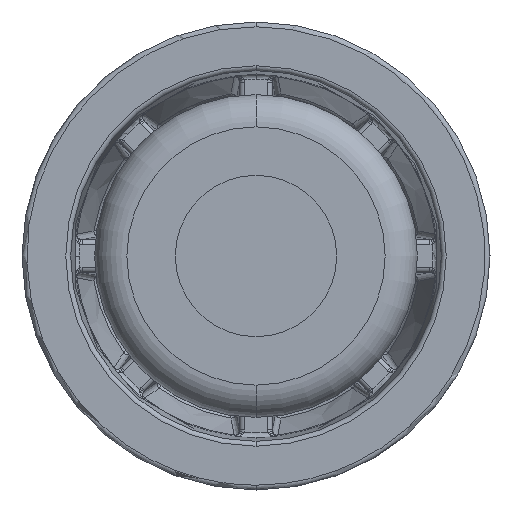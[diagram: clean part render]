
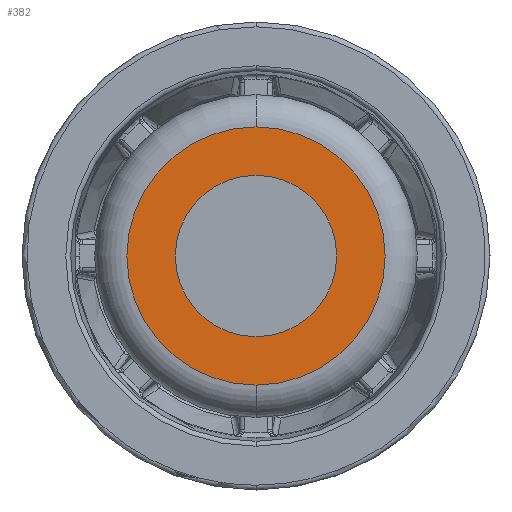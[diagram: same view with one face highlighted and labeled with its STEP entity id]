
A CAD part, front view. The second image highlights one B-rep face of the part: STEP entity #382.
In plain terms, the highlighted planar face has unit normal (0, -1, 0).
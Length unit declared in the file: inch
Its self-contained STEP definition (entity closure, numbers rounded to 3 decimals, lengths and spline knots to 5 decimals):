
#382 = ADVANCED_FACE ( 'NONE', ( #7569, #5328 ), #15934, .T. ) ;
#644 = CARTESIAN_POINT ( 'NONE',  ( 0.6135, -0.01966, 0.9282 ) ) ;
#714 = DIRECTION ( 'NONE',  ( 0., 0., -1. ) ) ;
#1153 = VERTEX_POINT ( 'NONE', #22880 ) ;
#1532 = DIRECTION ( 'NONE',  ( 0., 1., 0. ) ) ;
#2426 = DIRECTION ( 'NONE',  ( 0., 0., 1. ) ) ;
#3123 = CARTESIAN_POINT ( 'NONE',  ( 0.6135, -0.01966, 1.24316 ) ) ;
#3763 = EDGE_CURVE ( 'NONE', #8481, #4253, #18339, .T. ) ;
#4253 = VERTEX_POINT ( 'NONE', #13065 ) ;
#4321 = ORIENTED_EDGE ( 'NONE', *, *, #15220, .T. ) ;
#5328 = FACE_OUTER_BOUND ( 'NONE', #7673, .T. ) ;
#5926 = EDGE_LOOP ( 'NONE', ( #9325, #4321 ) ) ;
#7415 = DIRECTION ( 'NONE',  ( 0., 1., 0. ) ) ;
#7569 = FACE_BOUND ( 'NONE', #5926, .T. ) ;
#7673 = EDGE_LOOP ( 'NONE', ( #8933, #22070 ) ) ;
#7971 = CIRCLE ( 'NONE', #12470, 0.19685 ) ;
#8058 = CIRCLE ( 'NONE', #14822, 0.19685 ) ;
#8315 = EDGE_CURVE ( 'NONE', #4253, #8481, #17084, .T. ) ;
#8356 = AXIS2_PLACEMENT_3D ( 'NONE', #22046, #11388, #714 ) ;
#8481 = VERTEX_POINT ( 'NONE', #3123 ) ;
#8933 = ORIENTED_EDGE ( 'NONE', *, *, #8315, .F. ) ;
#9325 = ORIENTED_EDGE ( 'NONE', *, *, #17626, .T. ) ;
#11388 = DIRECTION ( 'NONE',  ( 0., 1., 0. ) ) ;
#12007 = VERTEX_POINT ( 'NONE', #12370 ) ;
#12199 = CARTESIAN_POINT ( 'NONE',  ( 0.6135, -0.01966, 0.9282 ) ) ;
#12370 = CARTESIAN_POINT ( 'NONE',  ( 0.6135, -0.01966, 1.12505 ) ) ;
#12434 = DIRECTION ( 'NONE',  ( 0., 0., -1. ) ) ;
#12470 = AXIS2_PLACEMENT_3D ( 'NONE', #644, #13081, #2426 ) ;
#13065 = CARTESIAN_POINT ( 'NONE',  ( 0.6135, -0.01966, 0.61324 ) ) ;
#13081 = DIRECTION ( 'NONE',  ( 0., 1., 0. ) ) ;
#13982 = DIRECTION ( 'NONE',  ( 0., 0., -1. ) ) ;
#14822 = AXIS2_PLACEMENT_3D ( 'NONE', #18057, #7415, #19841 ) ;
#15220 = EDGE_CURVE ( 'NONE', #1153, #12007, #8058, .T. ) ;
#15934 = PLANE ( 'NONE',  #23016 ) ;
#17084 = CIRCLE ( 'NONE', #8356, 0.31496 ) ;
#17626 = EDGE_CURVE ( 'NONE', #12007, #1153, #7971, .T. ) ;
#18057 = CARTESIAN_POINT ( 'NONE',  ( 0.6135, -0.01966, 0.9282 ) ) ;
#18339 = CIRCLE ( 'NONE', #19215, 0.31496 ) ;
#19215 = AXIS2_PLACEMENT_3D ( 'NONE', #12199, #1532, #13982 ) ;
#19522 = CARTESIAN_POINT ( 'NONE',  ( 0.81035, -0.01966, 0.9282 ) ) ;
#19841 = DIRECTION ( 'NONE',  ( 0., 0., 1. ) ) ;
#22046 = CARTESIAN_POINT ( 'NONE',  ( 0.6135, -0.01966, 0.9282 ) ) ;
#22070 = ORIENTED_EDGE ( 'NONE', *, *, #3763, .F. ) ;
#22880 = CARTESIAN_POINT ( 'NONE',  ( 0.6135, -0.01966, 0.73135 ) ) ;
#23016 = AXIS2_PLACEMENT_3D ( 'NONE', #19522, #23098, #12434 ) ;
#23098 = DIRECTION ( 'NONE',  ( 0., -1., 0. ) ) ;
